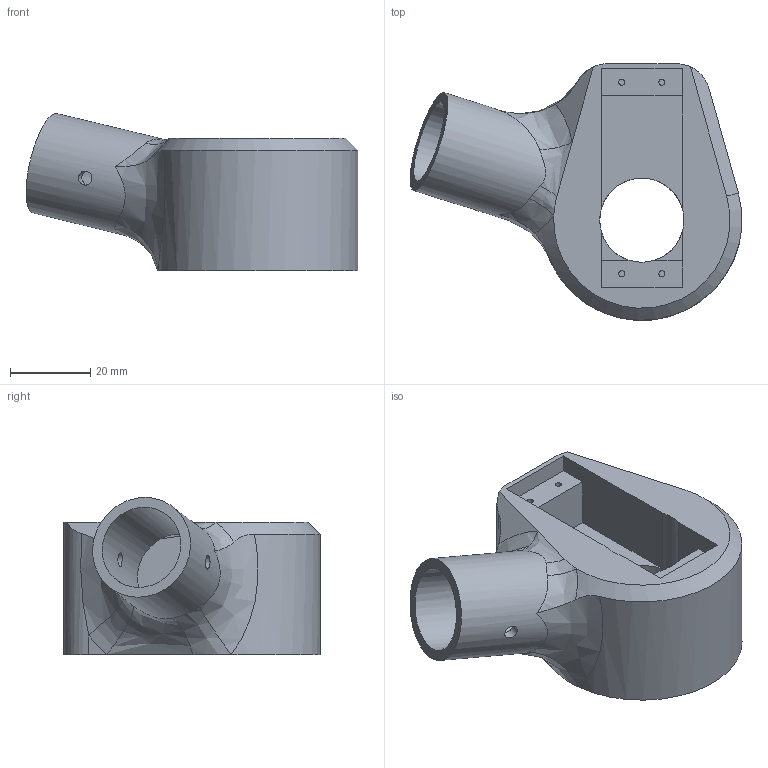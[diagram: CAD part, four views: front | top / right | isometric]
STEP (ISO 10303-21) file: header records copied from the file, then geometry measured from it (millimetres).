
FILE_DESCRIPTION(/* description */ (''),/* implementation_level */ '2;1');
FILE_NAME(/* name */ 'DMS Front Right.stp',/* time_stamp */ '2020-12-05T18:08:12+01:00',/* author */ (''),/* organization */ (''),/* preprocessor_version */ 'ST-DEVELOPER v18.1',/* originating_system */ 'Autodesk Translation Framework v9.3.0.1241',/* authorisation */ '');
FILE_SCHEMA (('AUTOMOTIVE_DESIGN { 1 0 10303 214 3 1 1 }'));
Length unit declared in the file: millimetre
Products named in the file (1): DMS - Front - Right
Bounding box: 82.74 x 63.99 x 39.2 mm (x, y, z)
Volume: 69261.8 mm3; surface area: 18218.9 mm2
Topology: 1 solids, 1 shells, 53 faces, 142 edges, 94 vertices
Faces by surface type: plane 30, cylinder 13, bspline 9, cone 1
Full cylindrical faces by diameter (mm): 1.5 x4, 3.5 x2, 20.55 x1, 21 x1, 25.55 x1, 28 x1
Entity records: 2152 total; most frequent: CARTESIAN_POINT 810, ORIENTED_EDGE 284, DIRECTION 249, EDGE_CURVE 142, VERTEX_POINT 94, AXIS2_PLACEMENT_3D 92, LINE 65, VECTOR 65
